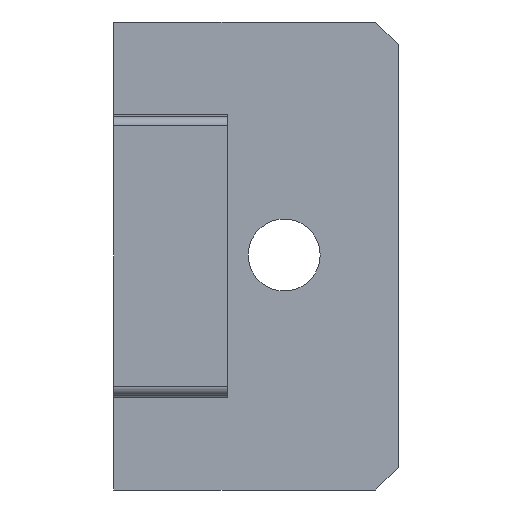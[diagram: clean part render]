
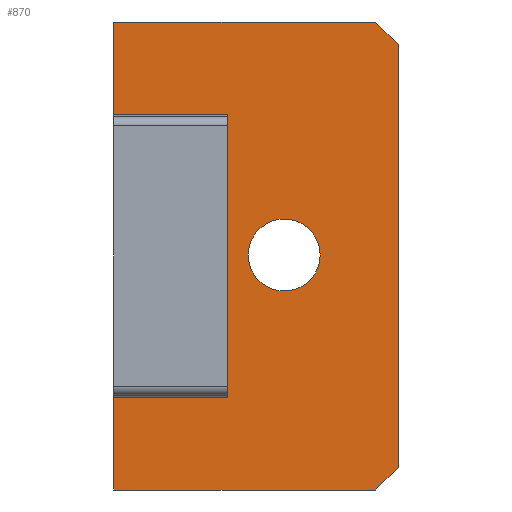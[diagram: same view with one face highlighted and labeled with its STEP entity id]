
A CAD part, front view. The second image highlights one B-rep face of the part: STEP entity #870.
In plain terms, the highlighted planar face has unit normal (0, -1, 0).
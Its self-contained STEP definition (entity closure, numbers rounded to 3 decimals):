
#132=DIRECTION('',(0.,0.,1.));
#133=VECTOR('',#132,24.811);
#134=CARTESIAN_POINT('',(280.,584.551,277.567));
#135=LINE('',#134,#133);
#214=DIRECTION('',(1.,0.,0.));
#215=VECTOR('',#214,10.);
#216=CARTESIAN_POINT('',(270.,584.551,277.567));
#217=LINE('',#216,#215);
#218=CARTESIAN_POINT('',(284.945,584.551,290.085));
#219=DIRECTION('',(0.,1.,0.));
#220=DIRECTION('',(1.,0.,0.));
#221=AXIS2_PLACEMENT_3D('',#218,#219,#220);
#223=CARTESIAN_POINT('',(284.945,584.551,290.085));
#224=DIRECTION('',(0.,1.,0.));
#225=DIRECTION('',(-1.,0.,0.));
#226=AXIS2_PLACEMENT_3D('',#223,#224,#225);
#228=DIRECTION('',(0.707,0.,0.707));
#229=VECTOR('',#228,2.828);
#230=CARTESIAN_POINT('',(292.95,584.551,269.5));
#231=LINE('',#230,#229);
#232=DIRECTION('',(0.,0.,-1.));
#233=VECTOR('',#232,8.067);
#234=CARTESIAN_POINT('',(270.,584.551,277.567));
#235=LINE('',#234,#233);
#236=DIRECTION('',(0.,0.,-1.));
#237=VECTOR('',#236,8.122);
#238=CARTESIAN_POINT('',(270.,584.551,310.5));
#239=LINE('',#238,#237);
#240=DIRECTION('',(-1.,0.,0.));
#241=VECTOR('',#240,22.95);
#242=CARTESIAN_POINT('',(292.95,584.551,310.5));
#243=LINE('',#242,#241);
#244=DIRECTION('',(-0.707,0.,0.707));
#245=VECTOR('',#244,2.828);
#246=CARTESIAN_POINT('',(294.95,584.551,308.5));
#247=LINE('',#246,#245);
#248=DIRECTION('',(0.,0.,-1.));
#249=VECTOR('',#248,37.);
#250=CARTESIAN_POINT('',(294.95,584.551,308.5));
#251=LINE('',#250,#249);
#354=DIRECTION('',(-1.,0.,0.));
#355=VECTOR('',#354,22.95);
#356=CARTESIAN_POINT('',(292.95,584.551,269.5));
#357=LINE('',#356,#355);
#386=DIRECTION('',(-1.,0.,0.));
#387=VECTOR('',#386,10.);
#388=CARTESIAN_POINT('',(280.,584.551,302.378));
#389=LINE('',#388,#387);
#486=CARTESIAN_POINT('',(280.,584.551,277.567));
#487=VERTEX_POINT('',#486);
#488=CARTESIAN_POINT('',(280.,584.551,302.378));
#489=VERTEX_POINT('',#488);
#528=CARTESIAN_POINT('',(270.,584.551,302.378));
#529=VERTEX_POINT('',#528);
#530=CARTESIAN_POINT('',(270.,584.551,310.5));
#531=VERTEX_POINT('',#530);
#540=CARTESIAN_POINT('',(270.,584.551,269.5));
#541=VERTEX_POINT('',#540);
#542=CARTESIAN_POINT('',(270.,584.551,277.567));
#543=VERTEX_POINT('',#542);
#562=CARTESIAN_POINT('',(281.795,584.551,290.085));
#564=VERTEX_POINT('',#562);
#566=CARTESIAN_POINT('',(288.095,584.551,290.085));
#567=VERTEX_POINT('',#566);
#570=CARTESIAN_POINT('',(292.95,584.551,269.5));
#571=CARTESIAN_POINT('',(294.95,584.551,271.5));
#572=VERTEX_POINT('',#570);
#573=VERTEX_POINT('',#571);
#590=CARTESIAN_POINT('',(294.95,584.551,308.5));
#591=CARTESIAN_POINT('',(292.95,584.551,310.5));
#592=VERTEX_POINT('',#590);
#593=VERTEX_POINT('',#591);
#841=CARTESIAN_POINT('',(270.,584.551,310.5));
#842=DIRECTION('',(0.,-1.,0.));
#843=DIRECTION('',(0.,0.,-1.));
#844=AXIS2_PLACEMENT_3D('',#841,#842,#843);
#845=PLANE('',#844);
#847=ORIENTED_EDGE('',*,*,#846,.F.);
#849=ORIENTED_EDGE('',*,*,#848,.T.);
#850=ORIENTED_EDGE('',*,*,#634,.F.);
#851=ORIENTED_EDGE('',*,*,#836,.T.);
#852=ORIENTED_EDGE('',*,*,#718,.T.);
#854=ORIENTED_EDGE('',*,*,#853,.T.);
#855=ORIENTED_EDGE('',*,*,#646,.F.);
#857=ORIENTED_EDGE('',*,*,#856,.F.);
#859=ORIENTED_EDGE('',*,*,#858,.F.);
#861=ORIENTED_EDGE('',*,*,#860,.T.);
#862=EDGE_LOOP('',(#847,#849,#850,#851,#852,#854,#855,#857,#859,#861));
#863=FACE_OUTER_BOUND('',#862,.F.);
#865=ORIENTED_EDGE('',*,*,#864,.F.);
#867=ORIENTED_EDGE('',*,*,#866,.F.);
#868=EDGE_LOOP('',(#865,#867));
#869=FACE_BOUND('',#868,.F.);
#870=ADVANCED_FACE('',(#863,#869),#845,.T.);
#222=CIRCLE('',#221,3.15);
#227=CIRCLE('',#226,3.15);
#634=EDGE_CURVE('',#543,#541,#235,.T.);
#646=EDGE_CURVE('',#531,#529,#239,.T.);
#718=EDGE_CURVE('',#487,#489,#135,.T.);
#836=EDGE_CURVE('',#543,#487,#217,.T.);
#846=EDGE_CURVE('',#572,#573,#231,.T.);
#848=EDGE_CURVE('',#572,#541,#357,.T.);
#853=EDGE_CURVE('',#489,#529,#389,.T.);
#856=EDGE_CURVE('',#593,#531,#243,.T.);
#858=EDGE_CURVE('',#592,#593,#247,.T.);
#860=EDGE_CURVE('',#592,#573,#251,.T.);
#864=EDGE_CURVE('',#567,#564,#222,.T.);
#866=EDGE_CURVE('',#564,#567,#227,.T.);
